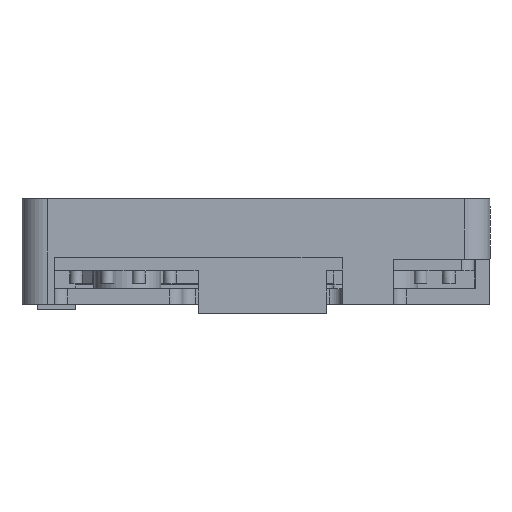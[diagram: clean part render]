
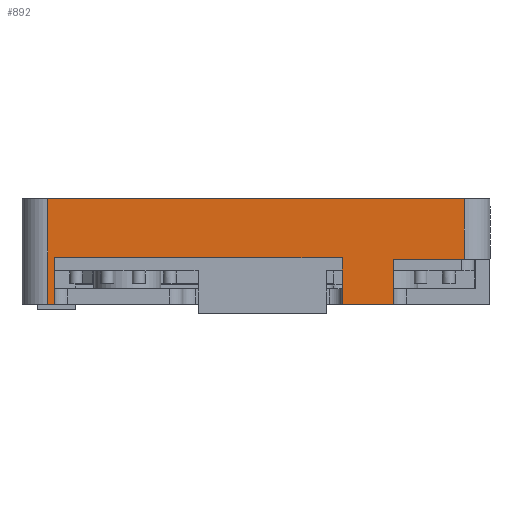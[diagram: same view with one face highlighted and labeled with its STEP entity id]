
A CAD part, front view. The second image highlights one B-rep face of the part: STEP entity #892.
In plain terms, the highlighted planar face has unit normal (0, -1, 0).
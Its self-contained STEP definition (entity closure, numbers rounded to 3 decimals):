
#120 = CARTESIAN_POINT ( 'NONE',  ( 18.2, -18.2, 1.5 ) ) ;
#263 = LINE ( 'NONE', #10678, #6034 ) ;
#345 = ORIENTED_EDGE ( 'NONE', *, *, #7709, .F. ) ;
#422 = VECTOR ( 'NONE', #1107, 1000. ) ;
#453 = CARTESIAN_POINT ( 'NONE',  ( 6.7, -18.2, -3.1 ) ) ;
#481 = CARTESIAN_POINT ( 'NONE',  ( -15.7, -18.2, -3.1 ) ) ;
#509 = EDGE_CURVE ( 'NONE', #9415, #9964, #2570, .T. ) ;
#525 = ORIENTED_EDGE ( 'NONE', *, *, #8390, .F. ) ;
#616 = LINE ( 'NONE', #7906, #7691 ) ;
#725 = CARTESIAN_POINT ( 'NONE',  ( 18.2, -18.2, -6.7 ) ) ;
#754 = CARTESIAN_POINT ( 'NONE',  ( -16.2, -18.2, -6.7 ) ) ;
#892 = ADVANCED_FACE ( 'NONE', ( #1096 ), #8261, .T. ) ;
#929 = VERTEX_POINT ( 'NONE', #754 ) ;
#934 = CARTESIAN_POINT ( 'NONE',  ( -16.2, -18.2, 1.5 ) ) ;
#1096 = FACE_OUTER_BOUND ( 'NONE', #5678, .T. ) ;
#1107 = DIRECTION ( 'NONE',  ( 1., 0., 0. ) ) ;
#1286 = LINE ( 'NONE', #3820, #8766 ) ;
#1412 = ORIENTED_EDGE ( 'NONE', *, *, #509, .F. ) ;
#1998 = AXIS2_PLACEMENT_3D ( 'NONE', #725, #5451, #4481 ) ;
#2074 = EDGE_CURVE ( 'NONE', #9415, #8451, #5265, .T. ) ;
#2114 = DIRECTION ( 'NONE',  ( -1., 0., 0. ) ) ;
#2570 = LINE ( 'NONE', #7587, #11337 ) ;
#2684 = VERTEX_POINT ( 'NONE', #6118 ) ;
#2789 = ORIENTED_EDGE ( 'NONE', *, *, #2074, .T. ) ;
#3184 = ORIENTED_EDGE ( 'NONE', *, *, #11865, .T. ) ;
#3259 = DIRECTION ( 'NONE',  ( 0., 0., -1. ) ) ;
#3643 = DIRECTION ( 'NONE',  ( 0., 0., 1. ) ) ;
#3663 = DIRECTION ( 'NONE',  ( 0., 0., -1. ) ) ;
#3782 = CARTESIAN_POINT ( 'NONE',  ( -16.2, -18.2, -6.7 ) ) ;
#3820 = CARTESIAN_POINT ( 'NONE',  ( 18.2, -18.2, -6.7 ) ) ;
#3935 = VERTEX_POINT ( 'NONE', #5447 ) ;
#4176 = VECTOR ( 'NONE', #4652, 1000. ) ;
#4481 = DIRECTION ( 'NONE',  ( 1., 0., 0. ) ) ;
#4652 = DIRECTION ( 'NONE',  ( -1., 0., 0. ) ) ;
#5265 = LINE ( 'NONE', #453, #8982 ) ;
#5327 = VECTOR ( 'NONE', #3663, 1000. ) ;
#5383 = EDGE_CURVE ( 'NONE', #8613, #929, #9329, .T. ) ;
#5396 = CARTESIAN_POINT ( 'NONE',  ( 6.7, -18.2, -6.7 ) ) ;
#5400 = CARTESIAN_POINT ( 'NONE',  ( 16.2, -18.2, -6.7 ) ) ;
#5410 = EDGE_CURVE ( 'NONE', #929, #7833, #1286, .T. ) ;
#5447 = CARTESIAN_POINT ( 'NONE',  ( 10.7, -18.2, -3.2 ) ) ;
#5451 = DIRECTION ( 'NONE',  ( 0., -1., 0. ) ) ;
#5552 = ORIENTED_EDGE ( 'NONE', *, *, #5410, .T. ) ;
#5678 = EDGE_LOOP ( 'NONE', ( #525, #1412, #2789, #3184, #9291, #9461, #9642, #345, #6064, #5552 ) ) ;
#6034 = VECTOR ( 'NONE', #11030, 1000. ) ;
#6064 = ORIENTED_EDGE ( 'NONE', *, *, #5383, .T. ) ;
#6118 = CARTESIAN_POINT ( 'NONE',  ( 16.2, -18.2, 1.5 ) ) ;
#6417 = LINE ( 'NONE', #5400, #8853 ) ;
#6571 = LINE ( 'NONE', #10590, #9981 ) ;
#7492 = CARTESIAN_POINT ( 'NONE',  ( -15.7, -18.2, -6.7 ) ) ;
#7587 = CARTESIAN_POINT ( 'NONE',  ( 6.7, -18.2, -3.1 ) ) ;
#7691 = VECTOR ( 'NONE', #8886, 1000. ) ;
#7709 = EDGE_CURVE ( 'NONE', #8613, #2684, #10773, .T. ) ;
#7716 = CARTESIAN_POINT ( 'NONE',  ( 16.2, -18.2, -3.2 ) ) ;
#7833 = VERTEX_POINT ( 'NONE', #7492 ) ;
#7906 = CARTESIAN_POINT ( 'NONE',  ( 18.2, -18.2, -6.7 ) ) ;
#8231 = CARTESIAN_POINT ( 'NONE',  ( 18.2, -18.2, -3.2 ) ) ;
#8261 = PLANE ( 'NONE',  #1998 ) ;
#8390 = EDGE_CURVE ( 'NONE', #9964, #7833, #263, .T. ) ;
#8451 = VERTEX_POINT ( 'NONE', #5396 ) ;
#8613 = VERTEX_POINT ( 'NONE', #934 ) ;
#8766 = VECTOR ( 'NONE', #9173, 1000. ) ;
#8853 = VECTOR ( 'NONE', #3643, 1000. ) ;
#8886 = DIRECTION ( 'NONE',  ( 1., 0., 0. ) ) ;
#8901 = VERTEX_POINT ( 'NONE', #9016 ) ;
#8979 = EDGE_CURVE ( 'NONE', #9206, #3935, #9176, .T. ) ;
#8982 = VECTOR ( 'NONE', #3259, 1000. ) ;
#9016 = CARTESIAN_POINT ( 'NONE',  ( 10.7, -18.2, -6.7 ) ) ;
#9173 = DIRECTION ( 'NONE',  ( 1., 0., 0. ) ) ;
#9176 = LINE ( 'NONE', #8231, #4176 ) ;
#9206 = VERTEX_POINT ( 'NONE', #7716 ) ;
#9291 = ORIENTED_EDGE ( 'NONE', *, *, #10619, .F. ) ;
#9329 = LINE ( 'NONE', #3782, #5327 ) ;
#9415 = VERTEX_POINT ( 'NONE', #10618 ) ;
#9461 = ORIENTED_EDGE ( 'NONE', *, *, #8979, .F. ) ;
#9642 = ORIENTED_EDGE ( 'NONE', *, *, #10191, .T. ) ;
#9964 = VERTEX_POINT ( 'NONE', #481 ) ;
#9981 = VECTOR ( 'NONE', #11516, 1000. ) ;
#10191 = EDGE_CURVE ( 'NONE', #9206, #2684, #6417, .T. ) ;
#10590 = CARTESIAN_POINT ( 'NONE',  ( 10.7, -18.2, -3.2 ) ) ;
#10618 = CARTESIAN_POINT ( 'NONE',  ( 6.7, -18.2, -3.1 ) ) ;
#10619 = EDGE_CURVE ( 'NONE', #3935, #8901, #6571, .T. ) ;
#10678 = CARTESIAN_POINT ( 'NONE',  ( -15.7, -18.2, -3.1 ) ) ;
#10773 = LINE ( 'NONE', #120, #422 ) ;
#11030 = DIRECTION ( 'NONE',  ( 0., 0., -1. ) ) ;
#11337 = VECTOR ( 'NONE', #2114, 1000. ) ;
#11516 = DIRECTION ( 'NONE',  ( 0., 0., -1. ) ) ;
#11865 = EDGE_CURVE ( 'NONE', #8451, #8901, #616, .T. ) ;
